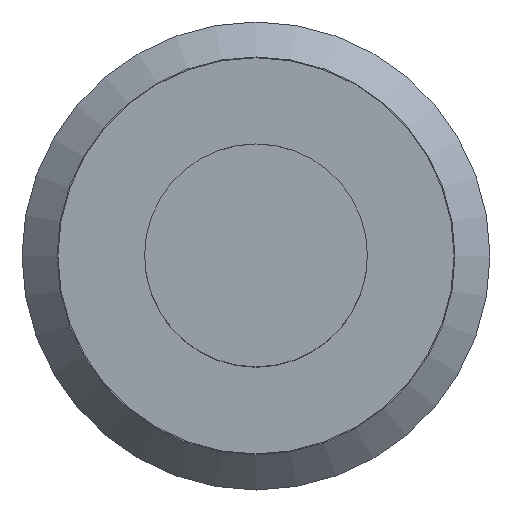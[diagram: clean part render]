
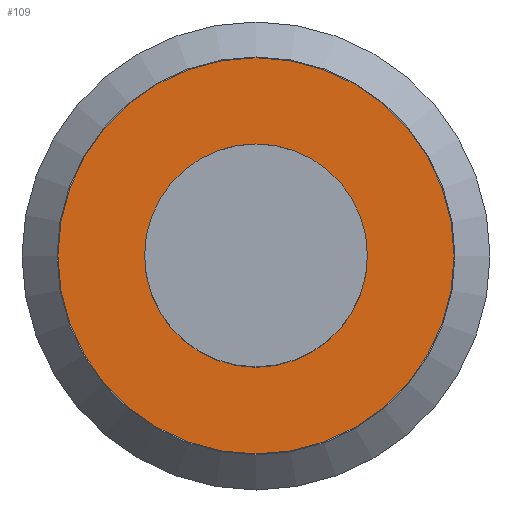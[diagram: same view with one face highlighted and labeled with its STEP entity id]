
A CAD part, top view. The second image highlights one B-rep face of the part: STEP entity #109.
In plain terms, the highlighted planar face has unit normal (0, 0, 1).
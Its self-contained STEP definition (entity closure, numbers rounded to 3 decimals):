
#77=EDGE_CURVE('240[2]',#181,#181,#182,.T.);
#109=ADVANCED_FACE('240[2]',(#229,#230),#231,.T.);
#116=EDGE_CURVE('240[2]',#240,#240,#241,.T.);
#181=VERTEX_POINT('',#316);
#182=CIRCLE('',#317,32.0);
#229=FACE_BOUND('',#442,.T.);
#230=FACE_OUTER_BOUND('',#443,.T.);
#231=PLANE('',#444);
#240=VERTEX_POINT('',#456);
#241=CIRCLE('',#457,18.0);
#316=CARTESIAN_POINT('',(0.,-32.0,0.));
#317=AXIS2_PLACEMENT_3D('',#526,#527,#528);
#442=EDGE_LOOP('',(#573));
#443=EDGE_LOOP('',(#574));
#444=AXIS2_PLACEMENT_3D('',#575,#576,#577);
#456=CARTESIAN_POINT('',(18.0,0.0,0.0));
#457=AXIS2_PLACEMENT_3D('',#586,#587,#588);
#526=CARTESIAN_POINT('',(0.0,0.0,0.0));
#527=DIRECTION('',(0.,0.,1.0));
#528=DIRECTION('',(0.,-1.0,0.));
#573=ORIENTED_EDGE('',*,*,#116,.T.);
#574=ORIENTED_EDGE('',*,*,#77,.T.);
#575=CARTESIAN_POINT('',(0.,-16.0,0.));
#576=DIRECTION('',(0.,0.,1.0));
#577=DIRECTION('',(0.,-1.0,0.));
#586=CARTESIAN_POINT('',(0.0,0.,0.));
#587=DIRECTION('',(0.,0.,-1.0));
#588=DIRECTION('',(1.0,0.,0.));
